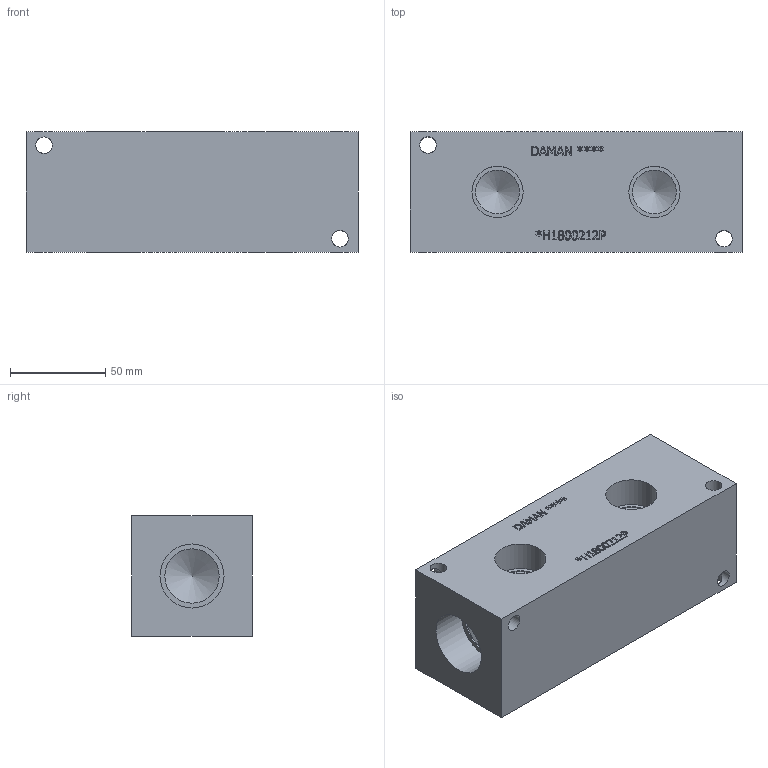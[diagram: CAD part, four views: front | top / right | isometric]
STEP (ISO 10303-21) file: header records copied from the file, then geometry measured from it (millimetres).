
FILE_DESCRIPTION(/* description */ (''),/* implementation_level */ '2;1');
FILE_NAME(/* name */ '_H1800212P.stp',/* time_stamp */ '2022-06-10T15:37:35-04:00',/* author */ ('bobbyh'),/* organization */ (''),/* preprocessor_version */ 'ST-DEVELOPER v18',/* originating_system */ 'Autodesk Inventor 2020',/* authorisation */ '');
FILE_SCHEMA (('AUTOMOTIVE_DESIGN { 1 0 10303 214 3 1 1 }'));
Length unit declared in the file: millimetre
Products named in the file (1): Part_+H1800212P_3D
Bounding box: 174.62 x 63.5 x 63.5 mm (x, y, z)
Volume: 610413.3 mm3; surface area: 68500.6 mm2
Topology: 1 solids, 1 shells, 343 faces, 940 edges, 628 vertices
Faces by surface type: plane 234, bspline 83, cylinder 20, cone 6
Full cylindrical faces by diameter (mm): 8.738 x8, 23.012 x4, 26.924 x4, 28.575 x2, 33.706 x2
Entity records: 11541 total; most frequent: CARTESIAN_POINT 2985, ORIENTED_EDGE 1868, DIRECTION 1352, EDGE_CURVE 934, LINE 706, VECTOR 706, VERTEX_POINT 628, EDGE_LOOP 390
